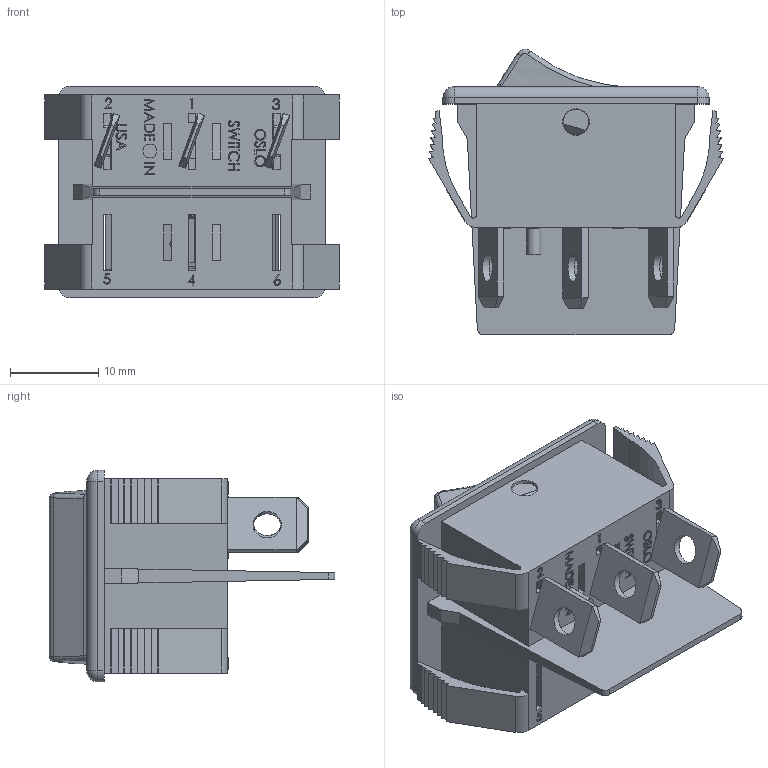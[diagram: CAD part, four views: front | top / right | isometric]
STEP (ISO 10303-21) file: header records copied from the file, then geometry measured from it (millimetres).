
FILE_DESCRIPTION(/* description */ (''),/* implementation_level */ '2;1');
FILE_NAME(/* name */ 'CRTP SP Non Lighted 3D Model.stp',/* time_stamp */ '2021-09-24T13:32:55-04:00',/* author */ ('dwiltbank'),/* organization */ (''),/* preprocessor_version */ 'ST-DEVELOPER v18.1',/* originating_system */ 'Autodesk Inventor 2020',/* authorisation */ '');
FILE_SCHEMA (('AUTOMOTIVE_DESIGN { 1 0 10303 214 3 1 1 }'));
Products named in the file (1): CRTP SP Non Lighted_Shrinkwrap_1
Bounding box: 33.41 x 32.37 x 23.98 mm (x, y, z)
Volume: 5353.2 mm3; surface area: 9552.4 mm2
Topology: 3 solids, 3 shells, 4551 faces, 13312 edges, 8851 vertices
Faces by surface type: plane 2281, bspline 2027, cylinder 217, torus 14, sphere 9, cone 3
Full cylindrical faces by diameter (mm): 1.575 x9, 2.083 x2, 2.362 x1, 2.489 x2, 2.642 x2, 2.87 x4, 2.997 x2, 3.2 x3, 4.14 x1
Entity records: 182645 total; most frequent: CARTESIAN_POINT 61932, ORIENTED_EDGE 26608, DIRECTION 22479, EDGE_CURVE 13304, VERTEX_POINT 8851, AXIS2_PLACEMENT_3D 7778, LINE 6923, VECTOR 6923
